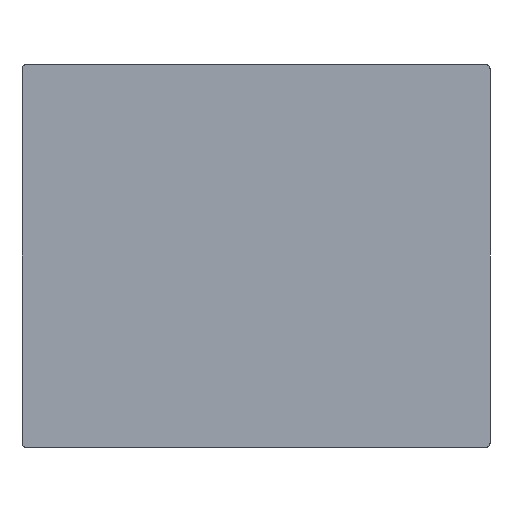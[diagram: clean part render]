
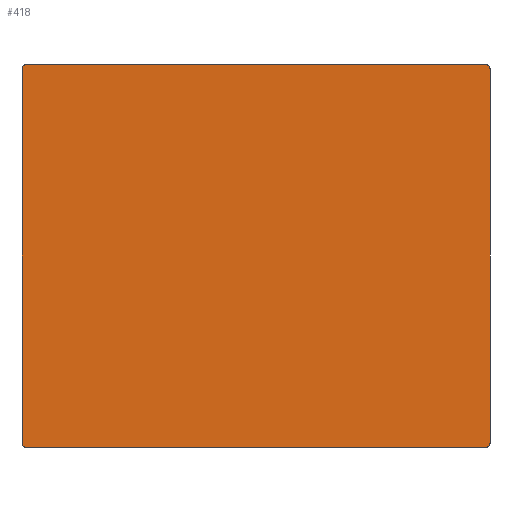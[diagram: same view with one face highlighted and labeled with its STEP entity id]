
A CAD part, front view. The second image highlights one B-rep face of the part: STEP entity #418.
In plain terms, the highlighted planar face has unit normal (0, -1, 0).
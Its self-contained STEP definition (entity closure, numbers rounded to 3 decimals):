
#2 = CARTESIAN_POINT ( 'NONE',  ( 275., -1.15, 220. ) ) ;
#4 = DIRECTION ( 'NONE',  ( 1., 0., 0. ) ) ;
#22 = EDGE_CURVE ( 'NONE', #184, #420, #171, .T. ) ;
#23 = VERTEX_POINT ( 'NONE', #248 ) ;
#28 = EDGE_CURVE ( 'NONE', #184, #317, #382, .T. ) ;
#29 = VECTOR ( 'NONE', #4, 1000. ) ;
#32 = LINE ( 'NONE', #180, #29 ) ;
#33 = DIRECTION ( 'NONE',  ( 0., 0., -1. ) ) ;
#38 = DIRECTION ( 'NONE',  ( 0., -1., 0. ) ) ;
#50 = DIRECTION ( 'NONE',  ( 0., 0., 1. ) ) ;
#56 = AXIS2_PLACEMENT_3D ( 'NONE', #425, #251, #352 ) ;
#57 = ORIENTED_EDGE ( 'NONE', *, *, #316, .F. ) ;
#61 = AXIS2_PLACEMENT_3D ( 'NONE', #169, #242, #33 ) ;
#62 = VECTOR ( 'NONE', #50, 1000. ) ;
#66 = EDGE_LOOP ( 'NONE', ( #220, #374, #441, #152, #122, #162, #57, #432 ) ) ;
#72 = DIRECTION ( 'NONE',  ( 0., 0., -1. ) ) ;
#73 = DIRECTION ( 'NONE',  ( -1., 0., 0. ) ) ;
#79 = DIRECTION ( 'NONE',  ( 0., 0., -1. ) ) ;
#87 = DIRECTION ( 'NONE',  ( 0., 0., -1. ) ) ;
#89 = CIRCLE ( 'NONE', #56, 5. ) ;
#90 = CARTESIAN_POINT ( 'NONE',  ( 275., -1.15, -225. ) ) ;
#91 = VERTEX_POINT ( 'NONE', #453 ) ;
#98 = EDGE_CURVE ( 'NONE', #23, #411, #89, .T. ) ;
#99 = VECTOR ( 'NONE', #73, 1000. ) ;
#122 = ORIENTED_EDGE ( 'NONE', *, *, #360, .F. ) ;
#127 = CIRCLE ( 'NONE', #217, 5. ) ;
#130 = EDGE_CURVE ( 'NONE', #91, #327, #349, .T. ) ;
#141 = CARTESIAN_POINT ( 'NONE',  ( 270., -1.15, -220. ) ) ;
#152 = ORIENTED_EDGE ( 'NONE', *, *, #98, .T. ) ;
#162 = ORIENTED_EDGE ( 'NONE', *, *, #130, .T. ) ;
#169 = CARTESIAN_POINT ( 'NONE',  ( 270., -1.15, 220. ) ) ;
#171 = LINE ( 'NONE', #285, #326 ) ;
#180 = CARTESIAN_POINT ( 'NONE',  ( -275., -1.15, 225. ) ) ;
#184 = VERTEX_POINT ( 'NONE', #2 ) ;
#214 = DIRECTION ( 'NONE',  ( 0., -1., 0. ) ) ;
#216 = CARTESIAN_POINT ( 'NONE',  ( -275., -1.15, 225. ) ) ;
#217 = AXIS2_PLACEMENT_3D ( 'NONE', #141, #38, #451 ) ;
#220 = ORIENTED_EDGE ( 'NONE', *, *, #22, .F. ) ;
#239 = FACE_OUTER_BOUND ( 'NONE', #66, .T. ) ;
#242 = DIRECTION ( 'NONE',  ( 0., -1., 0. ) ) ;
#245 = EDGE_CURVE ( 'NONE', #259, #420, #127, .T. ) ;
#248 = CARTESIAN_POINT ( 'NONE',  ( -270., -1.15, 225. ) ) ;
#251 = DIRECTION ( 'NONE',  ( 0., -1., 0. ) ) ;
#255 = AXIS2_PLACEMENT_3D ( 'NONE', #427, #214, #79 ) ;
#259 = VERTEX_POINT ( 'NONE', #353 ) ;
#261 = CARTESIAN_POINT ( 'NONE',  ( 275., -1.15, -220. ) ) ;
#268 = LINE ( 'NONE', #216, #62 ) ;
#273 = AXIS2_PLACEMENT_3D ( 'NONE', #90, #359, #87 ) ;
#285 = CARTESIAN_POINT ( 'NONE',  ( 275., -1.15, 225. ) ) ;
#300 = PLANE ( 'NONE',  #273 ) ;
#311 = EDGE_CURVE ( 'NONE', #23, #317, #32, .T. ) ;
#316 = EDGE_CURVE ( 'NONE', #259, #327, #392, .T. ) ;
#317 = VERTEX_POINT ( 'NONE', #322 ) ;
#322 = CARTESIAN_POINT ( 'NONE',  ( 270., -1.15, 225. ) ) ;
#326 = VECTOR ( 'NONE', #72, 1000. ) ;
#327 = VERTEX_POINT ( 'NONE', #423 ) ;
#349 = CIRCLE ( 'NONE', #255, 5. ) ;
#352 = DIRECTION ( 'NONE',  ( 0., 0., -1. ) ) ;
#353 = CARTESIAN_POINT ( 'NONE',  ( 270., -1.15, -225. ) ) ;
#359 = DIRECTION ( 'NONE',  ( 0., -1., 0. ) ) ;
#360 = EDGE_CURVE ( 'NONE', #91, #411, #268, .T. ) ;
#374 = ORIENTED_EDGE ( 'NONE', *, *, #28, .T. ) ;
#382 = CIRCLE ( 'NONE', #61, 5. ) ;
#384 = CARTESIAN_POINT ( 'NONE',  ( -275., -1.15, -225. ) ) ;
#392 = LINE ( 'NONE', #384, #99 ) ;
#401 = CARTESIAN_POINT ( 'NONE',  ( -275., -1.15, 220. ) ) ;
#411 = VERTEX_POINT ( 'NONE', #401 ) ;
#418 = ADVANCED_FACE ( 'NONE', ( #239 ), #300, .T. ) ;
#420 = VERTEX_POINT ( 'NONE', #261 ) ;
#423 = CARTESIAN_POINT ( 'NONE',  ( -270., -1.15, -225. ) ) ;
#425 = CARTESIAN_POINT ( 'NONE',  ( -270., -1.15, 220. ) ) ;
#427 = CARTESIAN_POINT ( 'NONE',  ( -270., -1.15, -220. ) ) ;
#432 = ORIENTED_EDGE ( 'NONE', *, *, #245, .T. ) ;
#441 = ORIENTED_EDGE ( 'NONE', *, *, #311, .F. ) ;
#451 = DIRECTION ( 'NONE',  ( 0., 0., -1. ) ) ;
#453 = CARTESIAN_POINT ( 'NONE',  ( -275., -1.15, -220. ) ) ;
